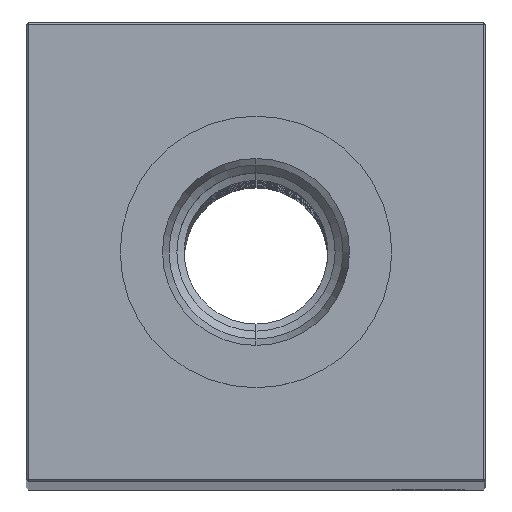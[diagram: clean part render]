
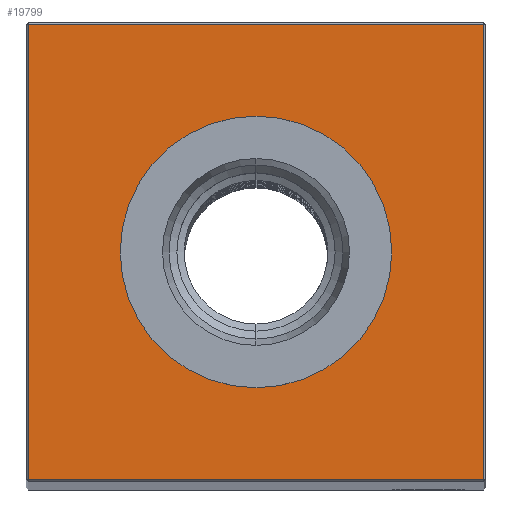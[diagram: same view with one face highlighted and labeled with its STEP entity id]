
A CAD part, top view. The second image highlights one B-rep face of the part: STEP entity #19799.
In plain terms, the highlighted planar face has unit normal (0, 0, 1).
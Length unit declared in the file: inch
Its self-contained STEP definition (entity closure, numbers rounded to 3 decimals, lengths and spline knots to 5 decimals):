
#821 = CIRCLE ( 'NONE', #28898, 0.59055 ) ;
#847 = AXIS2_PLACEMENT_3D ( 'NONE', #18377, #29407, #21133 ) ;
#1752 = DIRECTION ( 'NONE',  ( -1., 0., 0. ) ) ;
#2347 = CARTESIAN_POINT ( 'NONE',  ( 0., -0.59055, 20.25 ) ) ;
#3198 = VECTOR ( 'NONE', #24116, 39.37008 ) ;
#3425 = CARTESIAN_POINT ( 'NONE',  ( -0.99, 0., 20.25 ) ) ;
#3526 = CARTESIAN_POINT ( 'NONE',  ( 0., 0.99, 20.25 ) ) ;
#4162 = AXIS2_PLACEMENT_3D ( 'NONE', #11821, #4225, #20245 ) ;
#4225 = DIRECTION ( 'NONE',  ( 0., 0., -1. ) ) ;
#5643 = EDGE_CURVE ( 'NONE', #13383, #25358, #21851, .T. ) ;
#6446 = LINE ( 'NONE', #3526, #14453 ) ;
#6704 = ORIENTED_EDGE ( 'NONE', *, *, #19199, .T. ) ;
#6820 = ORIENTED_EDGE ( 'NONE', *, *, #11854, .T. ) ;
#7107 = CARTESIAN_POINT ( 'NONE',  ( 0., 0., 20.25 ) ) ;
#7138 = CARTESIAN_POINT ( 'NONE',  ( 0.99, 0.99, 20.25 ) ) ;
#7949 = VECTOR ( 'NONE', #33627, 39.37008 ) ;
#8140 = CARTESIAN_POINT ( 'NONE',  ( 0., 0.59055, 20.25 ) ) ;
#9423 = VECTOR ( 'NONE', #9661, 39.37008 ) ;
#9661 = DIRECTION ( 'NONE',  ( 0., 1., 0. ) ) ;
#10657 = ORIENTED_EDGE ( 'NONE', *, *, #16720, .T. ) ;
#10975 = FACE_BOUND ( 'NONE', #20695, .T. ) ;
#11350 = EDGE_CURVE ( 'NONE', #26467, #13383, #6446, .T. ) ;
#11821 = CARTESIAN_POINT ( 'NONE',  ( 0., 0., 20.25 ) ) ;
#11854 = EDGE_CURVE ( 'NONE', #25358, #13355, #28455, .T. ) ;
#13355 = VERTEX_POINT ( 'NONE', #27322 ) ;
#13383 = VERTEX_POINT ( 'NONE', #16480 ) ;
#14453 = VECTOR ( 'NONE', #32821, 39.37008 ) ;
#14716 = DIRECTION ( 'NONE',  ( 0., 0., -1. ) ) ;
#14781 = ORIENTED_EDGE ( 'NONE', *, *, #19486, .T. ) ;
#15042 = CARTESIAN_POINT ( 'NONE',  ( 0., -0.99, 20.25 ) ) ;
#15288 = CARTESIAN_POINT ( 'NONE',  ( -0.99, -0.99, 20.25 ) ) ;
#15345 = CARTESIAN_POINT ( 'NONE',  ( 0.99, 0., 20.25 ) ) ;
#15649 = FACE_OUTER_BOUND ( 'NONE', #29436, .T. ) ;
#16480 = CARTESIAN_POINT ( 'NONE',  ( -0.99, 0.99, 20.25 ) ) ;
#16720 = EDGE_CURVE ( 'NONE', #13355, #26467, #22737, .T. ) ;
#17695 = ORIENTED_EDGE ( 'NONE', *, *, #5643, .T. ) ;
#18377 = CARTESIAN_POINT ( 'NONE',  ( 0., 0., 20.25 ) ) ;
#19199 = EDGE_CURVE ( 'NONE', #27603, #30204, #31130, .T. ) ;
#19486 = EDGE_CURVE ( 'NONE', #30204, #27603, #821, .T. ) ;
#19799 = ADVANCED_FACE ( 'NONE', ( #15649, #10975 ), #21477, .F. ) ;
#20245 = DIRECTION ( 'NONE',  ( -1., 0., 0. ) ) ;
#20695 = EDGE_LOOP ( 'NONE', ( #6704, #14781 ) ) ;
#21133 = DIRECTION ( 'NONE',  ( -1., 0., 0. ) ) ;
#21477 = PLANE ( 'NONE',  #847 ) ;
#21851 = LINE ( 'NONE', #3425, #3198 ) ;
#22737 = LINE ( 'NONE', #15345, #9423 ) ;
#24116 = DIRECTION ( 'NONE',  ( 0., -1., 0. ) ) ;
#25358 = VERTEX_POINT ( 'NONE', #15288 ) ;
#26467 = VERTEX_POINT ( 'NONE', #7138 ) ;
#27322 = CARTESIAN_POINT ( 'NONE',  ( 0.99, -0.99, 20.25 ) ) ;
#27603 = VERTEX_POINT ( 'NONE', #8140 ) ;
#28455 = LINE ( 'NONE', #15042, #7949 ) ;
#28898 = AXIS2_PLACEMENT_3D ( 'NONE', #7107, #14716, #1752 ) ;
#29407 = DIRECTION ( 'NONE',  ( 0., 0., -1. ) ) ;
#29436 = EDGE_LOOP ( 'NONE', ( #17695, #6820, #10657, #33563 ) ) ;
#30204 = VERTEX_POINT ( 'NONE', #2347 ) ;
#31130 = CIRCLE ( 'NONE', #4162, 0.59055 ) ;
#32821 = DIRECTION ( 'NONE',  ( -1., 0., 0. ) ) ;
#33563 = ORIENTED_EDGE ( 'NONE', *, *, #11350, .T. ) ;
#33627 = DIRECTION ( 'NONE',  ( 1., 0., 0. ) ) ;
